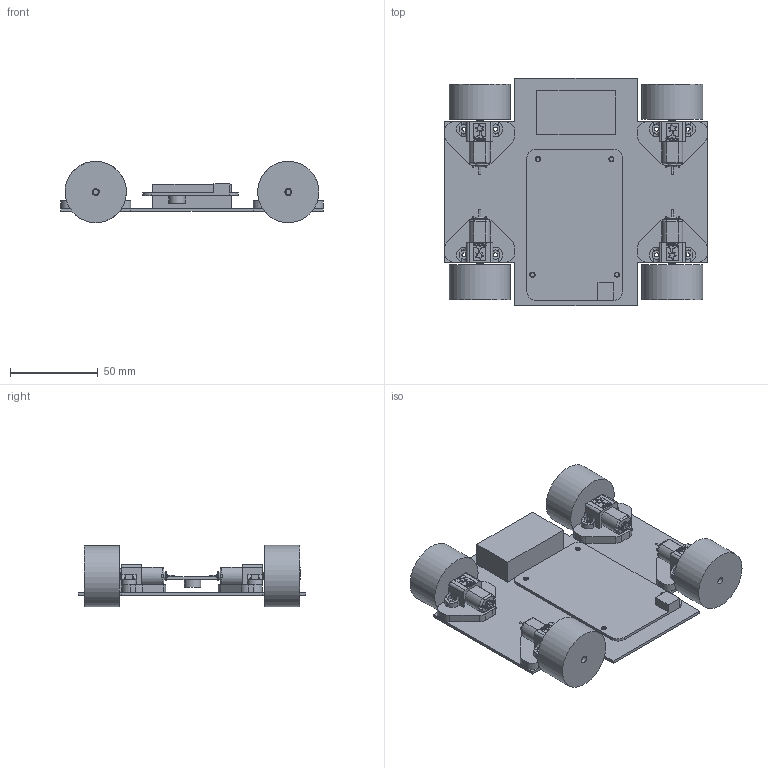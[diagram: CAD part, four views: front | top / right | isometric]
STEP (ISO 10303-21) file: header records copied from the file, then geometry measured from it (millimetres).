
FILE_DESCRIPTION(/* description */ ('CAx-IF Rec.Pracs.---Representation and Presentation of Product Manufacturing Information (PMI)---4.0---2014-10-13','CAx-IF Rec.Pracs.---3D Tessellated Geometry---0.4---2014-09-14','2;1'),/* implementation_level */ '2;1');
FILE_NAME(/* name */ 'robot',/* time_stamp */ '2018-10-29T19:35:09+01:00',/* author */ (''),/* organization */ (''),/* preprocessor_version */ 'ST-DEVELOPER v16.7',/* originating_system */ $,/* authorisation */ $);
FILE_SCHEMA (('AP242_MANAGED_MODEL_BASED_3D_ENGINEERING_MIM_LF { 1 0 10303 442 20130219 1 4 }'));
Length unit declared in the file: millimetre
Products named in the file (8): robot; kolo; podlozke; micro-metal-gearmotor-extended-with-1086-bracket_step; lipo; bb_blue; pcb
Assembly tree (13 placements, depth 2):
  robot
    kolo  x4
    podlozke
    micro-metal-gearmotor-extended-with-1086-bracket_step  x4
    lipo
    bb_blue
    podlozke
    pcb
Bounding box: 150 x 130 x 35 mm (x, y, z)
Volume: 152058.8 mm3; surface area: 79645.7 mm2
Topology: 15 solids, 19 shells, 4060 faces, 12136 edges, 8213 vertices
Faces by surface type: plane 3847, cylinder 185, torus 20, cone 8
Full cylindrical faces by diameter (mm): 0.5 x4, 1 x12, 1.6 x8, 2.4 x20, 2.45 x8, 2.5 x8, 4 x8, 5 x4, 9.333 x1, 35 x4
Entity records: 44131 total; most frequent: CARTESIAN_POINT 6821, ORIENTED_EDGE 6404, DIRECTION 5745, EDGE_CURVE 3202, LINE 2997, VECTOR 2997, VERTEX_POINT 2182, AXIS2_PLACEMENT_3D 1438
